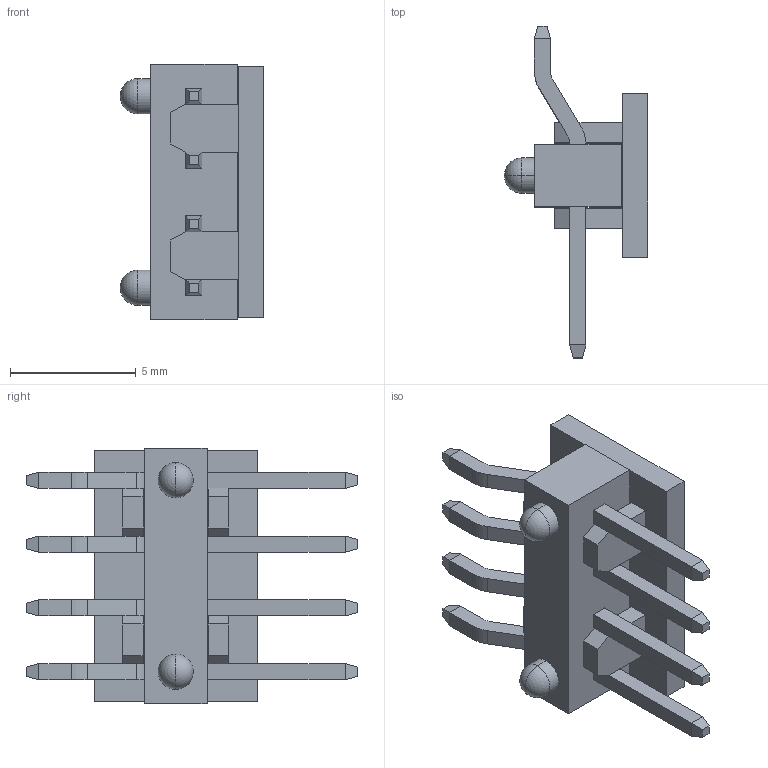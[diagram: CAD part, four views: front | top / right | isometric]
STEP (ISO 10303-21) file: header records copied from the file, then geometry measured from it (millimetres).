
FILE_DESCRIPTION((''),'2;1');
FILE_NAME('SNBHY_ASM','2023-11-23T',('PLALX-SALES6'),(''),'PRO/ENGINEER BY PARAMETRIC TECHNOLOGY CORPORATION, 2015440','PRO/ENGINEER BY PARAMETRIC TECHNOLOGY CORPORATION, 2015440','');
FILE_SCHEMA(('AUTOMOTIVE_DESIGN { 1 0 10303 214 1 1 1 1 }'));
Length unit declared in the file: millimetre
Products named in the file (6): PIN_5_1; HOUSING_5_1; PAD0027_2_1; SNBHY_ASM_3_ASM_1_ASM; SNBHY-04R-K-060-1-R_ASM_1_ASM; SNBHY_ASM
Assembly tree (8 placements, depth 4):
  SNBHY_ASM
    SNBHY-04R-K-060-1-R_ASM_1_ASM
      SNBHY_ASM_3_ASM_1_ASM
        PIN_5_1  x4
        HOUSING_5_1
        PAD0027_2_1
Bounding box: 5.71 x 13.2 x 10.16 mm (x, y, z)
Volume: 189.1 mm3; surface area: 523.8 mm2
Topology: 6 solids, 6 shells, 168 faces, 404 edges, 250 vertices
Faces by surface type: plane 144, cylinder 20, sphere 4
Entity records: 4278 total; most frequent: CARTESIAN_POINT 538, DIRECTION 510, ORIENTED_EDGE 488, PRESENTATION_STYLE_ASSIGNMENT 281, STYLED_ITEM 281, CURVE_STYLE 244, EDGE_CURVE 244, VECTOR 224
